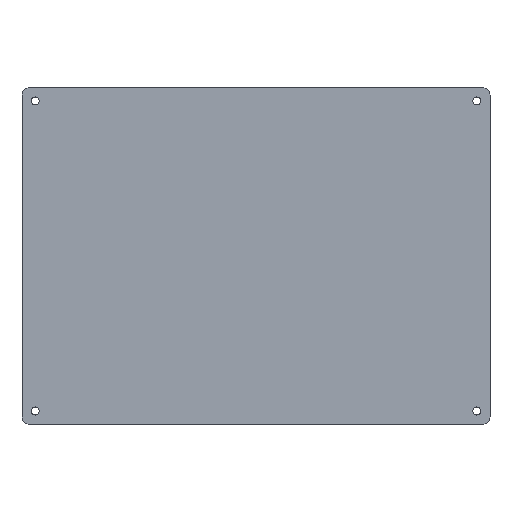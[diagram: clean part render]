
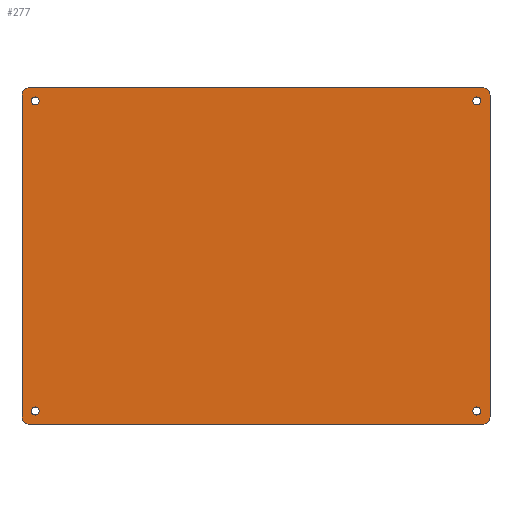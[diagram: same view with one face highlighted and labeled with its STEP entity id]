
A CAD part, top view. The second image highlights one B-rep face of the part: STEP entity #277.
In plain terms, the highlighted planar face has unit normal (0, 0, 1).
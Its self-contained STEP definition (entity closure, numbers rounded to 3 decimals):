
#19=FACE_BOUND('',#60,.T.);
#20=FACE_BOUND('',#61,.T.);
#21=FACE_BOUND('',#62,.T.);
#22=FACE_BOUND('',#63,.T.);
#31=PLANE('',#322);
#45=FACE_OUTER_BOUND('',#59,.T.);
#59=EDGE_LOOP('',(#233,#234,#235,#236,#237,#238,#239,#240));
#60=EDGE_LOOP('',(#241));
#61=EDGE_LOOP('',(#242));
#62=EDGE_LOOP('',(#243));
#63=EDGE_LOOP('',(#244));
#76=LINE('',#450,#96);
#80=LINE('',#462,#100);
#84=LINE('',#474,#104);
#88=LINE('',#484,#108);
#96=VECTOR('',#368,10.);
#100=VECTOR('',#380,10.);
#104=VECTOR('',#392,10.);
#108=VECTOR('',#404,10.);
#109=CIRCLE('',#295,2.75);
#111=CIRCLE('',#298,2.75);
#113=CIRCLE('',#301,2.75);
#115=CIRCLE('',#304,2.75);
#118=CIRCLE('',#308,5.);
#120=CIRCLE('',#312,5.);
#122=CIRCLE('',#316,5.);
#124=CIRCLE('',#320,5.);
#125=VERTEX_POINT('',#414);
#127=VERTEX_POINT('',#420);
#129=VERTEX_POINT('',#426);
#131=VERTEX_POINT('',#432);
#135=VERTEX_POINT('',#441);
#136=VERTEX_POINT('',#443);
#138=VERTEX_POINT('',#449);
#140=VERTEX_POINT('',#455);
#142=VERTEX_POINT('',#461);
#144=VERTEX_POINT('',#467);
#146=VERTEX_POINT('',#473);
#148=VERTEX_POINT('',#479);
#149=EDGE_CURVE('',#125,#125,#109,.T.);
#152=EDGE_CURVE('',#127,#127,#111,.T.);
#155=EDGE_CURVE('',#129,#129,#113,.T.);
#158=EDGE_CURVE('',#131,#131,#115,.T.);
#163=EDGE_CURVE('',#136,#135,#118,.T.);
#166=EDGE_CURVE('',#138,#136,#76,.T.);
#169=EDGE_CURVE('',#140,#138,#120,.T.);
#172=EDGE_CURVE('',#142,#140,#80,.T.);
#175=EDGE_CURVE('',#144,#142,#122,.T.);
#178=EDGE_CURVE('',#146,#144,#84,.T.);
#181=EDGE_CURVE('',#148,#146,#124,.T.);
#184=EDGE_CURVE('',#135,#148,#88,.T.);
#233=ORIENTED_EDGE('',*,*,#184,.T.);
#234=ORIENTED_EDGE('',*,*,#181,.T.);
#235=ORIENTED_EDGE('',*,*,#178,.T.);
#236=ORIENTED_EDGE('',*,*,#175,.T.);
#237=ORIENTED_EDGE('',*,*,#172,.T.);
#238=ORIENTED_EDGE('',*,*,#169,.T.);
#239=ORIENTED_EDGE('',*,*,#166,.T.);
#240=ORIENTED_EDGE('',*,*,#163,.T.);
#241=ORIENTED_EDGE('',*,*,#158,.T.);
#242=ORIENTED_EDGE('',*,*,#155,.T.);
#243=ORIENTED_EDGE('',*,*,#152,.T.);
#244=ORIENTED_EDGE('',*,*,#149,.T.);
#277=ADVANCED_FACE('',(#45,#19,#20,#21,#22),#31,.T.);
#295=AXIS2_PLACEMENT_3D('',#415,#331,#332);
#298=AXIS2_PLACEMENT_3D('',#421,#338,#339);
#301=AXIS2_PLACEMENT_3D('',#427,#345,#346);
#304=AXIS2_PLACEMENT_3D('',#433,#352,#353);
#308=AXIS2_PLACEMENT_3D('',#444,#362,#363);
#312=AXIS2_PLACEMENT_3D('',#456,#374,#375);
#316=AXIS2_PLACEMENT_3D('',#468,#386,#387);
#320=AXIS2_PLACEMENT_3D('',#480,#398,#399);
#322=AXIS2_PLACEMENT_3D('',#485,#405,#406);
#331=DIRECTION('center_axis',(0.,0.,-1.));
#332=DIRECTION('ref_axis',(1.,0.,0.));
#338=DIRECTION('center_axis',(0.,0.,-1.));
#339=DIRECTION('ref_axis',(1.,0.,0.));
#345=DIRECTION('center_axis',(0.,0.,-1.));
#346=DIRECTION('ref_axis',(1.,0.,0.));
#352=DIRECTION('center_axis',(0.,0.,-1.));
#353=DIRECTION('ref_axis',(1.,0.,0.));
#362=DIRECTION('center_axis',(0.,0.,1.));
#363=DIRECTION('ref_axis',(-1.,0.,0.));
#368=DIRECTION('',(0.,-1.,0.));
#374=DIRECTION('center_axis',(0.,0.,1.));
#375=DIRECTION('ref_axis',(0.,1.,0.));
#380=DIRECTION('',(-1.,0.,0.));
#386=DIRECTION('center_axis',(0.,0.,1.));
#387=DIRECTION('ref_axis',(1.,0.,0.));
#392=DIRECTION('',(0.,1.,0.));
#398=DIRECTION('center_axis',(0.,0.,1.));
#399=DIRECTION('ref_axis',(0.,-1.,0.));
#404=DIRECTION('',(1.,0.,0.));
#405=DIRECTION('center_axis',(0.,0.,1.));
#406=DIRECTION('ref_axis',(1.,0.,0.));
#414=CARTESIAN_POINT('',(-149.75,-119.163,3.));
#415=CARTESIAN_POINT('Origin',(-147.,-119.163,3.));
#420=CARTESIAN_POINT('',(152.25,-119.163,3.));
#421=CARTESIAN_POINT('Origin',(155.,-119.163,3.));
#426=CARTESIAN_POINT('',(-149.75,92.837,3.));
#427=CARTESIAN_POINT('Origin',(-147.,92.837,3.));
#432=CARTESIAN_POINT('',(152.25,92.837,3.));
#433=CARTESIAN_POINT('Origin',(155.,92.837,3.));
#441=CARTESIAN_POINT('',(-151.,-128.163,3.));
#443=CARTESIAN_POINT('',(-156.,-123.163,3.));
#444=CARTESIAN_POINT('Origin',(-151.,-123.163,3.));
#449=CARTESIAN_POINT('',(-156.,96.837,3.));
#450=CARTESIAN_POINT('',(-156.,96.837,3.));
#455=CARTESIAN_POINT('',(-151.,101.837,3.));
#456=CARTESIAN_POINT('Origin',(-151.,96.837,3.));
#461=CARTESIAN_POINT('',(159.,101.837,3.));
#462=CARTESIAN_POINT('',(159.,101.837,3.));
#467=CARTESIAN_POINT('',(164.,96.837,3.));
#468=CARTESIAN_POINT('Origin',(159.,96.837,3.));
#473=CARTESIAN_POINT('',(164.,-123.163,3.));
#474=CARTESIAN_POINT('',(164.,-123.163,3.));
#479=CARTESIAN_POINT('',(159.,-128.163,3.));
#480=CARTESIAN_POINT('Origin',(159.,-123.163,3.));
#484=CARTESIAN_POINT('',(-26.,-128.163,3.));
#485=CARTESIAN_POINT('Origin',(4.,-13.163,3.));
